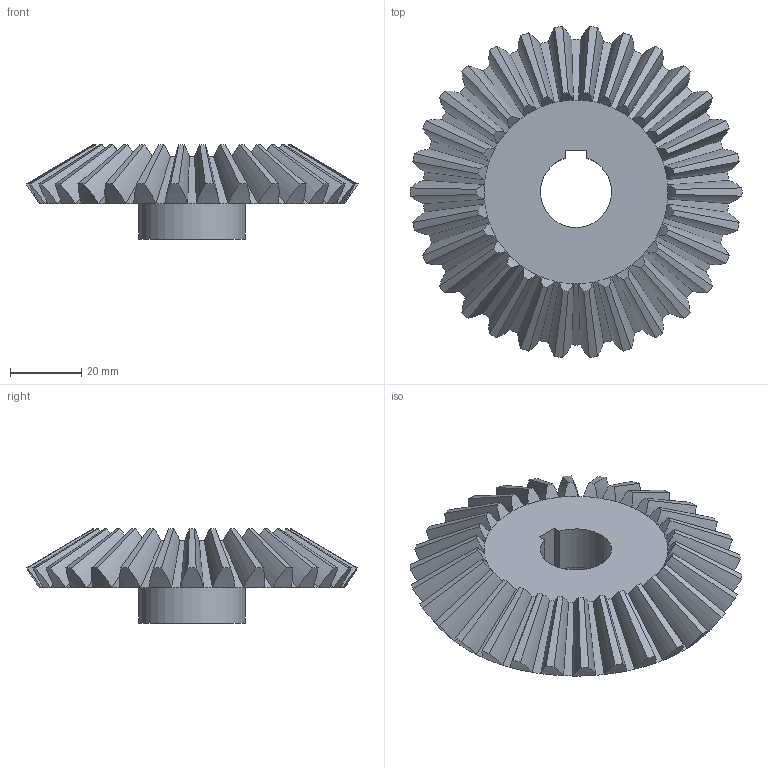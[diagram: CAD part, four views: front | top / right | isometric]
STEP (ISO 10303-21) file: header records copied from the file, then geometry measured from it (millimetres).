
FILE_DESCRIPTION( ('This file contains a STEP AP42 implementation' ,'as created by ZW3D STEP Interface translator.' ,'') ,'2;1' );
FILE_NAME( '中间传动大锥齿轮.iam.stp' ,'251027.114754', (''), ('ZWCAD Software Co.'), 'Version 1.0', 'ZW3D to STEP translator', '' );
FILE_SCHEMA(('AUTOMOTIVE_DESIGN { 1 0 10303 214 1 1 1 1 }'));
Length unit declared in the file: millimetre
Products named in the file (5): 0; 中间传动大锥齿轮.iam; 湮袪喘謫-翋雄謫_1; 湮袪喘謫-翋雄謫_1 FEATURE_1_1; 中间传动大锥齿轮配件.ipt
Assembly tree (3 placements, depth 3):
  0
  中间传动大锥齿轮.iam
    湮袪喘謫-翋雄謫_1
      湮袪喘謫-翋雄謫_1 FEATURE_1_1
    中间传动大锥齿轮配件.ipt
Bounding box: 93.33 x 93.03 x 26.48 mm (x, y, z)
Volume: 62851.6 mm3; surface area: 21553.9 mm2
Topology: 2 solids, 2 shells, 193 faces, 449 edges, 260 vertices
Faces by surface type: cone 120, bspline 60, plane 10, cylinder 3
Full cylindrical faces by diameter (mm): 30 x1
Entity records: 6933 total; most frequent: CARTESIAN_POINT 2772, ORIENTED_EDGE 898, DIRECTION 683, EDGE_CURVE 449, AXIS2_PLACEMENT_3D 331, VERTEX_POINT 260, B_SPLINE_CURVE_WITH_KNOTS 240, EDGE_LOOP 197
